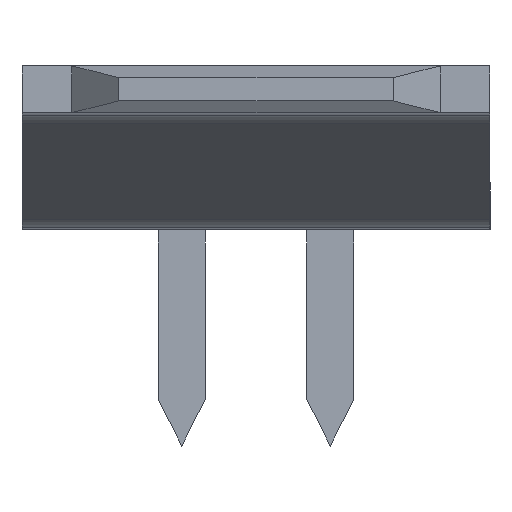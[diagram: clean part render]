
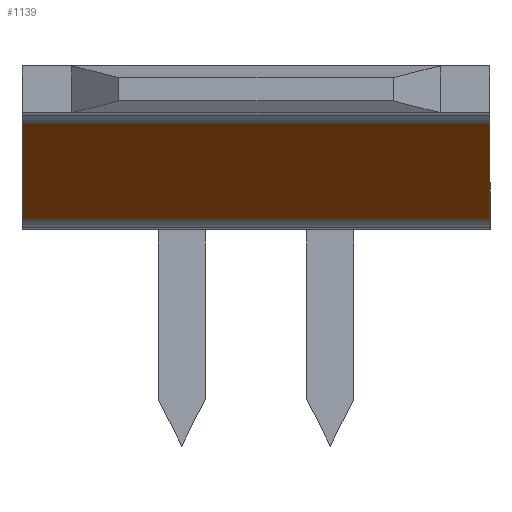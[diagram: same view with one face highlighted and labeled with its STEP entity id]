
A CAD part, left-side view. The second image highlights one B-rep face of the part: STEP entity #1139.
In plain terms, the highlighted planar face has unit normal (-0.568, 0, -0.823).
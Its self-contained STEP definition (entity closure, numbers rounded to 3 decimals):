
#515=CARTESIAN_POINT('',(-2.961,-4.,0.177));
#516=VERTEX_POINT('',#515);
#524=CARTESIAN_POINT('',(-2.961,4.,0.177));
#525=VERTEX_POINT('',#524);
#526=CARTESIAN_POINT('',(-2.961,-4.,0.177));
#527=DIRECTION('',(0.0,1.0,0.0));
#528=VECTOR('',#527,8.);
#529=LINE('',#526,#528);
#530=EDGE_CURVE('',#516,#525,#529,.T.);
#1091=CARTESIAN_POINT('',(-5.349,4.,1.823));
#1092=VERTEX_POINT('',#1091);
#1100=CARTESIAN_POINT('',(-5.349,-4.,1.823));
#1101=VERTEX_POINT('',#1100);
#1102=CARTESIAN_POINT('',(-5.349,-4.,1.823));
#1103=DIRECTION('',(0.0,1.0,0.0));
#1104=VECTOR('',#1103,8.0);
#1105=LINE('',#1102,#1104);
#1106=EDGE_CURVE('',#1101,#1092,#1105,.T.);
#1118=CARTESIAN_POINT('',(-5.349,-4.,1.823));
#1119=DIRECTION('',(-0.568,0.,-0.823));
#1120=DIRECTION('',(-0.823,0.,0.568));
#1121=AXIS2_PLACEMENT_3D('',#1118,#1119,#1120);
#1122=PLANE('',#1121);
#1123=CARTESIAN_POINT('',(-5.349,4.,1.823));
#1124=DIRECTION('',(0.823,0.,-0.568));
#1125=VECTOR('',#1124,2.9);
#1126=LINE('',#1123,#1125);
#1127=EDGE_CURVE('',#1092,#525,#1126,.T.);
#1128=ORIENTED_EDGE('',*,*,#1127,.T.);
#1129=ORIENTED_EDGE('',*,*,#530,.F.);
#1130=CARTESIAN_POINT('',(-2.961,-4.,0.177));
#1131=DIRECTION('',(-0.823,0.0,0.568));
#1132=VECTOR('',#1131,2.9);
#1133=LINE('',#1130,#1132);
#1134=EDGE_CURVE('',#516,#1101,#1133,.T.);
#1135=ORIENTED_EDGE('',*,*,#1134,.T.);
#1136=ORIENTED_EDGE('',*,*,#1106,.T.);
#1137=EDGE_LOOP('',(#1128,#1129,#1135,#1136));
#1138=FACE_OUTER_BOUND('',#1137,.T.);
#1139=ADVANCED_FACE('',(#1138),#1122,.T.);
